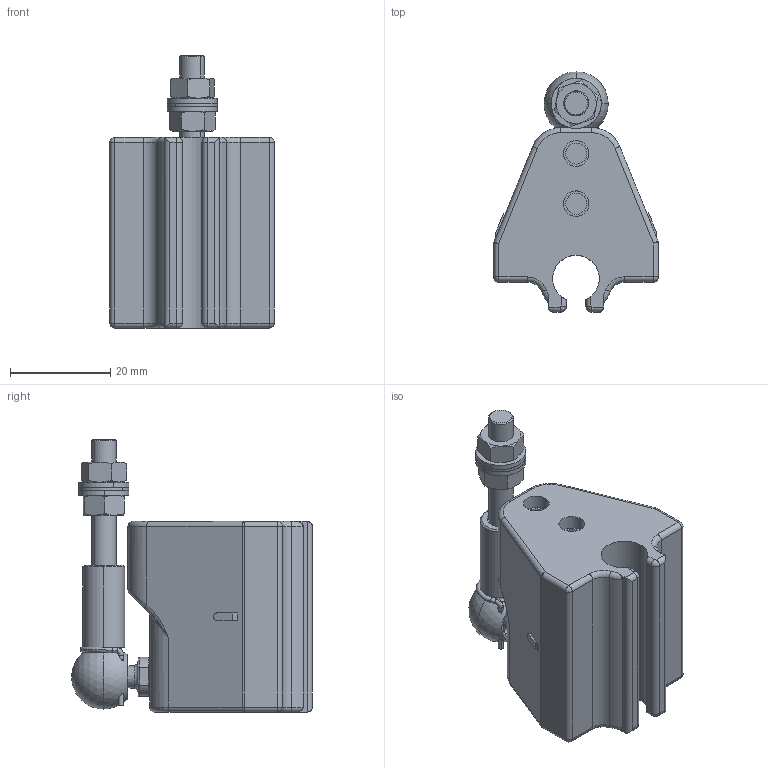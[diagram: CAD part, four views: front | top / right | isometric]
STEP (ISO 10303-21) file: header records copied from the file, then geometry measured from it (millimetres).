
FILE_DESCRIPTION (( 'STEP AP203' ), '1' );
FILE_NAME ('PCUR222-1KJ.step', '2021-07-07T10:19:58', ( '' ), ( '' ), 'SwSTEP 2.0', 'SolidWorks 2021', '' );
FILE_SCHEMA (( 'CONFIG_CONTROL_DESIGN' ));
Length unit declared in the file: millimetre
Products named in the file (1): PCUR222-1KJ
Bounding box: 32.8 x 47.98 x 54.25 mm (x, y, z)
Volume: 29549.3 mm3; surface area: 11634 mm2
Topology: 11 solids, 12 shells, 333 faces, 776 edges, 468 vertices
Faces by surface type: cylinder 117, plane 98, torus 48, cone 42, sphere 18, bspline 10
Entity records: 11351 total; most frequent: CARTESIAN_POINT 3767, DIRECTION 1644, ORIENTED_EDGE 1518, EDGE_CURVE 759, AXIS2_PLACEMENT_3D 680, VERTEX_POINT 465, EDGE_LOOP 362, CIRCLE 356
